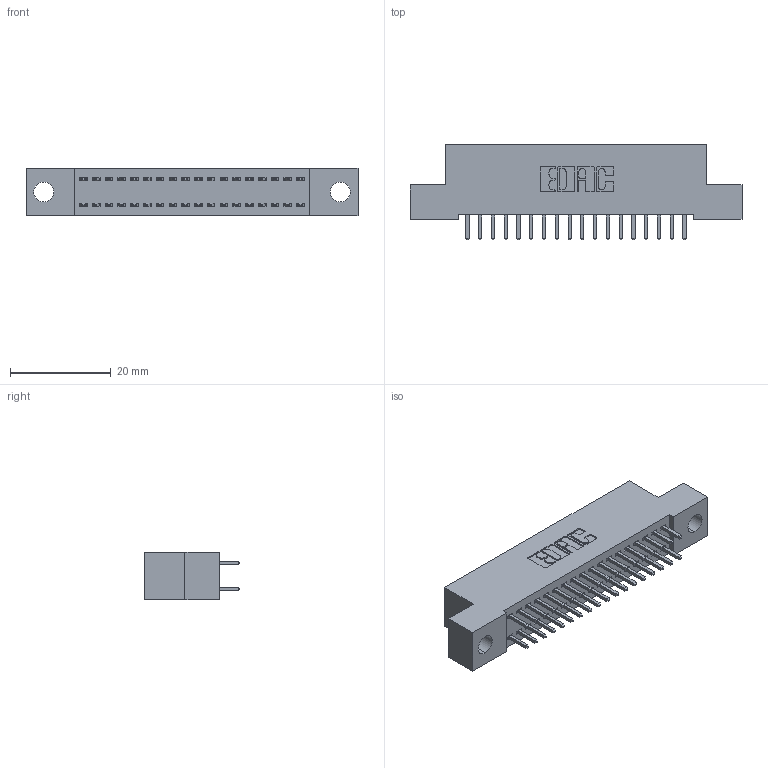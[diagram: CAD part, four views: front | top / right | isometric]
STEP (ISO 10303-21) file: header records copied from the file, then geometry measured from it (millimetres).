
FILE_DESCRIPTION (( 'STEP AP203' ), '1' );
FILE_NAME ('342-036-521-204.STEP', '2018-08-11T20:00:45', ( '' ), ( '' ), 'SwSTEP 2.0', 'SolidWorks 2016', '' );
FILE_SCHEMA (( 'CONFIG_CONTROL_DESIGN' ));
Length unit declared in the file: inch
Products named in the file (3): 342 Part_.156 TH; 345-292-001_345-293-121; 342-036-521-204
Assembly tree (37 placements, depth 2):
  342-036-521-204
    342 Part_.156 TH
    345-292-001_345-293-121  x36
Bounding box: 66.04 x 19.06 x 9.4 mm (x, y, z)
Volume: 5718.4 mm3; surface area: 8441.4 mm2
Topology: 37 solids, 37 shells, 1982 faces, 5879 edges, 3870 vertices
Faces by surface type: plane 1362, cylinder 620
Entity records: 14573 total; most frequent: CARTESIAN_POINT 2442, ORIENTED_EDGE 2378, DIRECTION 2129, EDGE_CURVE 1189, LINE 1061, VECTOR 1061, VERTEX_POINT 790, AXIS2_PLACEMENT_3D 534
